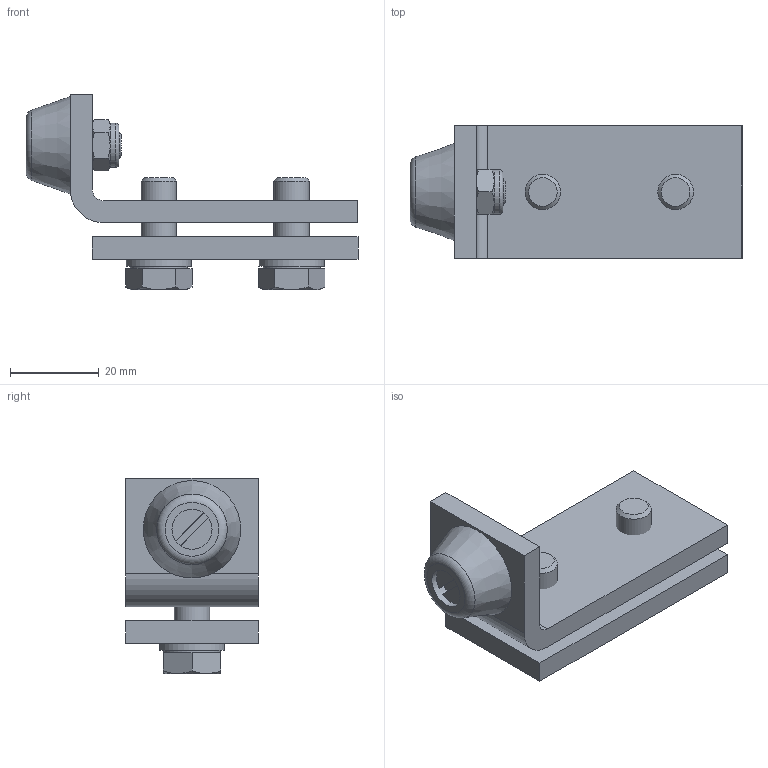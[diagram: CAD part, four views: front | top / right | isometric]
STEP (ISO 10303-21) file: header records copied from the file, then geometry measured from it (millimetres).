
FILE_DESCRIPTION(('STEP AP214'),'1');
FILE_NAME('PMH Ändstopp 1400P.stp','2013-08-12T13:48:17',(' '),(' '),'Spatial InterOp 3D',' ',' ');
FILE_SCHEMA(('automotive_design'));
Length unit declared in the file: millimetre
Products named in the file (10): PMH Profilskena andstopp 1400P; Part9; Part8; Part7; Part6; Part5; Part4; Part3; Part2; Part1
Assembly tree (9 placements, depth 2):
  PMH Profilskena andstopp 1400P
    Part9
    Part8
    Part7
    Part6
    Part5
    Part4
    Part3
    Part2
    Part1
Bounding box: 75 x 30 x 44.1 mm (x, y, z)
Volume: 28093.2 mm3; surface area: 16209.6 mm2
Topology: 9 solids, 9 shells, 113 faces, 245 edges, 158 vertices
Faces by surface type: plane 62, cone 23, cylinder 23, torus 5
Full cylindrical faces by diameter (mm): 4.917 x2, 5.386 x1, 6 x2, 6.647 x2, 6.75 x2, 6.8 x1, 8 x2, 8.5 x2, 10 x1, 12.88 x2
Entity records: 4177 total; most frequent: CARTESIAN_POINT 778, DIRECTION 490, ORIENTED_EDGE 400, AXIS2_PLACEMENT_3D 204, EDGE_CURVE 200, EDGE_LOOP 168, VERTEX_POINT 146, FACE_OUTER_BOUND 135
